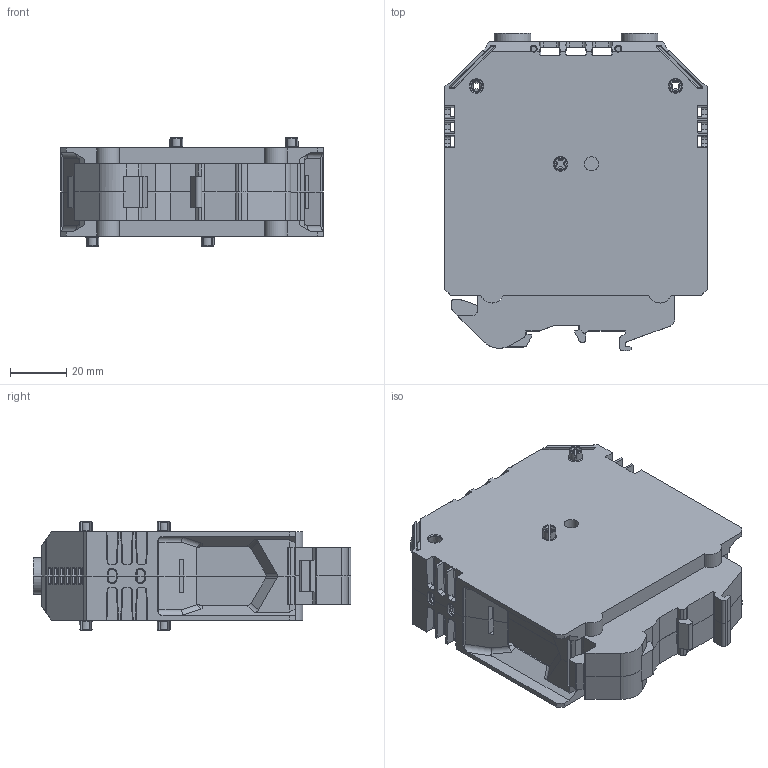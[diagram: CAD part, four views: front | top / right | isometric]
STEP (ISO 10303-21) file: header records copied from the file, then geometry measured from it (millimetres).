
FILE_DESCRIPTION(/* description */ (''),/* implementation_level */ '2;1');
FILE_NAME(/* name */ '1124_RK_150.stp',/* time_stamp */ '2022-01-29T11:33:34+01:00',/* author */ (''),/* organization */ (''),/* preprocessor_version */ 'ST-DEVELOPER v16.7',/* originating_system */ 'SIEMENS PLM Software NX 12.0',/* authorisation */ '');
FILE_SCHEMA (('AUTOMOTIVE_DESIGN { 1 0 10303 214 3 1 1 1 }'));
Length unit declared in the file: millimetre
Products named in the file (1): 1124_RK_150
Bounding box: 93 x 112.5 x 38.3 mm (x, y, z)
Volume: 238859.5 mm3; surface area: 63427.9 mm2
Topology: 4 solids, 4 shells, 1356 faces, 3941 edges, 2554 vertices
Faces by surface type: plane 816, cylinder 374, torus 66, cone 50, sphere 28, extrusion 22
Full cylindrical faces by diameter (mm): 2.5 x6, 2.761 x2, 2.961 x2, 4.596 x2, 5 x2, 6.5 x2
Entity records: 53790 total; most frequent: CARTESIAN_POINT 8738, ORIENTED_EDGE 7822, DIRECTION 7481, EDGE_CURVE 3911, VECTOR 2695, LINE 2673, VERTEX_POINT 2554, AXIS2_PLACEMENT_3D 2393
